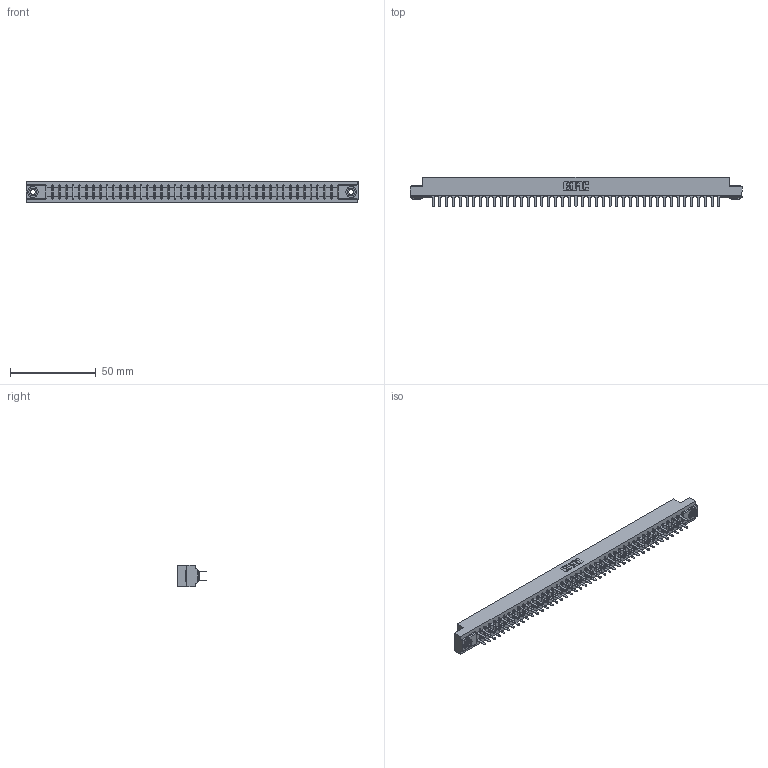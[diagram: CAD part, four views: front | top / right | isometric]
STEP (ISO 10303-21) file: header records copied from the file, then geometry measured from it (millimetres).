
FILE_DESCRIPTION (( 'STEP AP203' ), '1' );
FILE_NAME ('807-086-520-203.STEP', '2021-07-20T19:31:34', ( '' ), ( '' ), 'SwSTEP 2.0', 'SolidWorks 2020', '' );
FILE_SCHEMA (( 'CONFIG_CONTROL_DESIGN' ));
Length unit declared in the file: inch
Products named in the file (4): 307-290-001_520; 345-250-002_345-250-002-102; 807-086-520-203; 807 Part_.156 Dia Mounting Holes
Assembly tree (89 placements, depth 2):
  807-086-520-203
    807 Part_.156 Dia Mounting Holes
    307-290-001_520  x86
    345-250-002_345-250-002-102  x2
Bounding box: 193.4 x 17.42 x 12.7 mm (x, y, z)
Volume: 20636.8 mm3; surface area: 25659.1 mm2
Topology: 89 solids, 89 shells, 4170 faces, 11615 edges, 7506 vertices
Faces by surface type: plane 2760, cylinder 1314, sphere 88, cone 8
Entity records: 39149 total; most frequent: CARTESIAN_POINT 6384, ORIENTED_EDGE 6318, DIRECTION 6267, EDGE_CURVE 3159, VECTOR 2417, LINE 2417, VERTEX_POINT 2042, AXIS2_PLACEMENT_3D 1925
